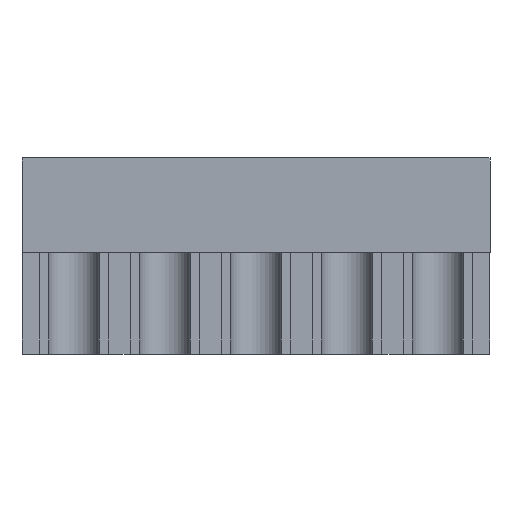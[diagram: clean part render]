
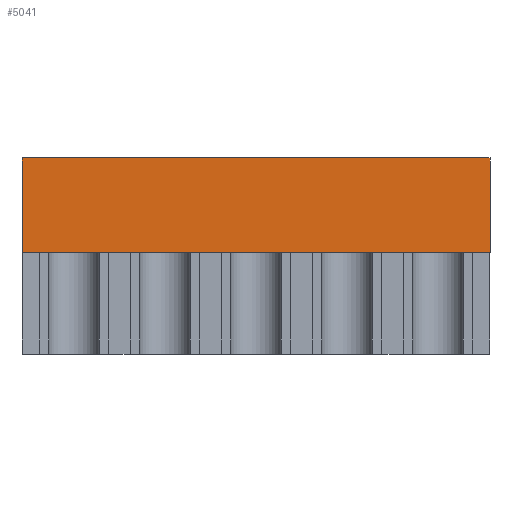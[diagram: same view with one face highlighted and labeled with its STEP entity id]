
A CAD part, front view. The second image highlights one B-rep face of the part: STEP entity #5041.
In plain terms, the highlighted planar face has unit normal (0, -1, 0).
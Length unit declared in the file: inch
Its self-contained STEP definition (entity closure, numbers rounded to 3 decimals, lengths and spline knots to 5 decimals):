
#93 = DIRECTION ( 'NONE',  ( 1., 0., 0. ) ) ;
#310 = ORIENTED_EDGE ( 'NONE', *, *, #2209, .T. ) ;
#315 = FACE_OUTER_BOUND ( 'NONE', #3388, .T. ) ;
#375 = DIRECTION ( 'NONE',  ( 0., 0., -1. ) ) ;
#452 = DIRECTION ( 'NONE',  ( 0., 0., -1. ) ) ;
#511 = LINE ( 'NONE', #5437, #4300 ) ;
#523 = CARTESIAN_POINT ( 'NONE',  ( 1.35497, 0.69266, 0.1378 ) ) ;
#545 = PLANE ( 'NONE',  #4188 ) ;
#592 = CARTESIAN_POINT ( 'NONE',  ( 1.64631, 0.69266, 0.07874 ) ) ;
#862 = CARTESIAN_POINT ( 'NONE',  ( 1.64631, 0.69266, 0.1378 ) ) ;
#886 = VECTOR ( 'NONE', #4472, 39.37008 ) ;
#1201 = VECTOR ( 'NONE', #375, 39.37008 ) ;
#1292 = EDGE_CURVE ( 'NONE', #3820, #2633, #1895, .T. ) ;
#1751 = EDGE_CURVE ( 'NONE', #2633, #3869, #1977, .T. ) ;
#1895 = LINE ( 'NONE', #523, #886 ) ;
#1977 = LINE ( 'NONE', #862, #1201 ) ;
#2209 = EDGE_CURVE ( 'NONE', #5095, #3869, #511, .T. ) ;
#2565 = DIRECTION ( 'NONE',  ( 0., 1., 0. ) ) ;
#2633 = VERTEX_POINT ( 'NONE', #5602 ) ;
#2646 = LINE ( 'NONE', #4446, #5864 ) ;
#3044 = CARTESIAN_POINT ( 'NONE',  ( 1.35497, 0.69266, 0.1378 ) ) ;
#3247 = EDGE_CURVE ( 'NONE', #3820, #5095, #2646, .T. ) ;
#3388 = EDGE_LOOP ( 'NONE', ( #310, #6376, #6022, #5701 ) ) ;
#3820 = VERTEX_POINT ( 'NONE', #5678 ) ;
#3869 = VERTEX_POINT ( 'NONE', #592 ) ;
#4029 = CARTESIAN_POINT ( 'NONE',  ( 1.35497, 0.69266, 0.07874 ) ) ;
#4188 = AXIS2_PLACEMENT_3D ( 'NONE', #3044, #2565, #93 ) ;
#4300 = VECTOR ( 'NONE', #4400, 39.37008 ) ;
#4400 = DIRECTION ( 'NONE',  ( 1., 0., 0. ) ) ;
#4446 = CARTESIAN_POINT ( 'NONE',  ( 1.35497, 0.69266, 0.1378 ) ) ;
#4472 = DIRECTION ( 'NONE',  ( 1., 0., 0. ) ) ;
#5041 = ADVANCED_FACE ( 'NONE', ( #315 ), #545, .F. ) ;
#5095 = VERTEX_POINT ( 'NONE', #4029 ) ;
#5437 = CARTESIAN_POINT ( 'NONE',  ( 1.35497, 0.69266, 0.07874 ) ) ;
#5602 = CARTESIAN_POINT ( 'NONE',  ( 1.64631, 0.69266, 0.1378 ) ) ;
#5678 = CARTESIAN_POINT ( 'NONE',  ( 1.35497, 0.69266, 0.1378 ) ) ;
#5701 = ORIENTED_EDGE ( 'NONE', *, *, #3247, .T. ) ;
#5864 = VECTOR ( 'NONE', #452, 39.37008 ) ;
#6022 = ORIENTED_EDGE ( 'NONE', *, *, #1292, .F. ) ;
#6376 = ORIENTED_EDGE ( 'NONE', *, *, #1751, .F. ) ;
